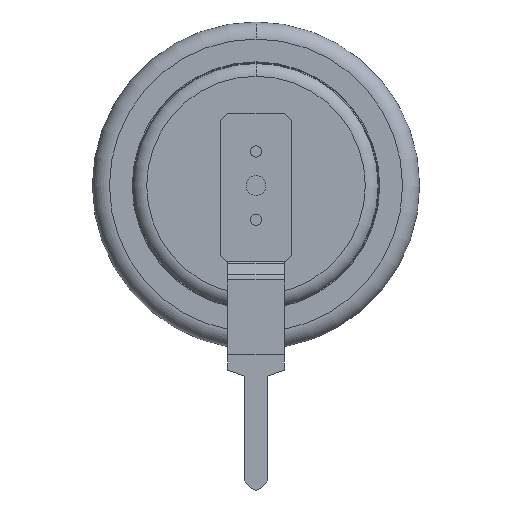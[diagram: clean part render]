
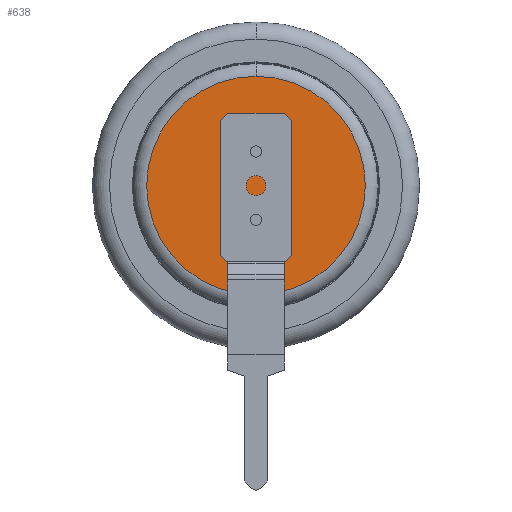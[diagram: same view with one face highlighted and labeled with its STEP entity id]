
A CAD part, front view. The second image highlights one B-rep face of the part: STEP entity #638.
In plain terms, the highlighted face is planar.
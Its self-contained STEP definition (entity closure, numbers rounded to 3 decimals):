
#524 = EDGE_CURVE('',#525,#527,#529,.T.);
#525 = VERTEX_POINT('',#526);
#526 = CARTESIAN_POINT('',(-0.,0.2,3.841));
#527 = VERTEX_POINT('',#528);
#528 = CARTESIAN_POINT('',(-0.,0.2,-3.841));
#529 = CIRCLE('',#530,3.841);
#530 = AXIS2_PLACEMENT_3D('',#531,#532,#533);
#531 = CARTESIAN_POINT('',(0.,0.2,0.));
#532 = DIRECTION('',(0.,-1.,0.));
#533 = DIRECTION('',(0.,0.,1.));
#625 = EDGE_CURVE('',#527,#525,#626,.T.);
#626 = CIRCLE('',#627,3.841);
#627 = AXIS2_PLACEMENT_3D('',#628,#629,#630);
#628 = CARTESIAN_POINT('',(0.,0.2,0.));
#629 = DIRECTION('',(0.,-1.,0.));
#630 = DIRECTION('',(0.,0.,1.));
#638 = ADVANCED_FACE('',(#639),#643,.T.);
#639 = FACE_BOUND('',#640,.T.);
#640 = EDGE_LOOP('',(#641,#642));
#641 = ORIENTED_EDGE('',*,*,#524,.F.);
#642 = ORIENTED_EDGE('',*,*,#625,.F.);
#643 = PLANE('',#644);
#644 = AXIS2_PLACEMENT_3D('',#645,#646,#647);
#645 = CARTESIAN_POINT('',(0.,0.2,-0.));
#646 = DIRECTION('',(0.,1.,0.));
#647 = DIRECTION('',(0.,0.,-1.));
